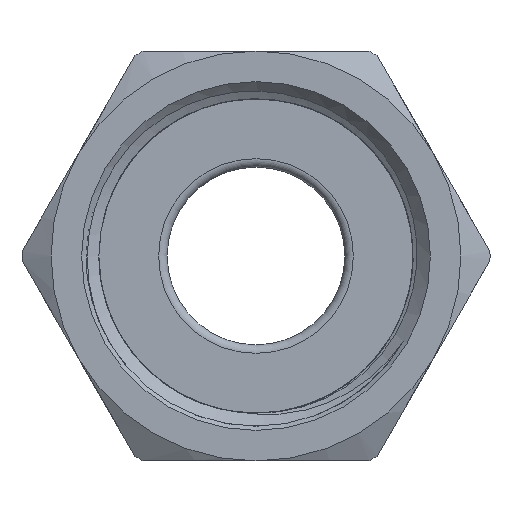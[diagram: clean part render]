
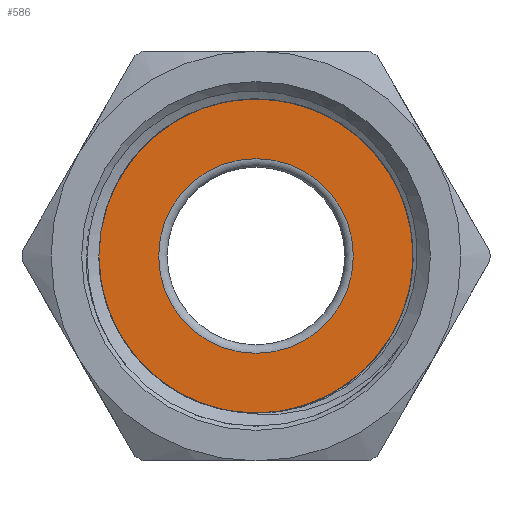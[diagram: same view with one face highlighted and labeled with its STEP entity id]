
A CAD part, left-side view. The second image highlights one B-rep face of the part: STEP entity #586.
In plain terms, the highlighted planar face has unit normal (-1, 0, 0).
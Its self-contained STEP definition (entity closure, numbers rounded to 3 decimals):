
#75=PLANE('',#663);
#102=FACE_BOUND('',#189,.T.);
#140=FACE_OUTER_BOUND('',#188,.T.);
#188=EDGE_LOOP('',(#537));
#189=EDGE_LOOP('',(#538));
#201=CIRCLE('',#611,9.2);
#226=CIRCLE('',#662,5.7);
#260=VERTEX_POINT('',#3645);
#297=VERTEX_POINT('',#4614);
#321=EDGE_CURVE('',#260,#260,#201,.T.);
#378=EDGE_CURVE('',#297,#297,#226,.T.);
#537=ORIENTED_EDGE('',*,*,#321,.F.);
#538=ORIENTED_EDGE('',*,*,#378,.T.);
#586=ADVANCED_FACE('',(#140,#102),#75,.T.);
#611=AXIS2_PLACEMENT_3D('',#3646,#697,#698);
#662=AXIS2_PLACEMENT_3D('',#4615,#817,#818);
#663=AXIS2_PLACEMENT_3D('',#4616,#819,#820);
#697=DIRECTION('center_axis',(1.,0.,0.));
#698=DIRECTION('ref_axis',(0.,0.,-1.));
#817=DIRECTION('center_axis',(1.,0.,0.));
#818=DIRECTION('ref_axis',(0.,0.,-1.));
#819=DIRECTION('center_axis',(-1.,0.,0.));
#820=DIRECTION('ref_axis',(0.,0.,1.));
#3645=CARTESIAN_POINT('',(-18.75,9.2,0.));
#3646=CARTESIAN_POINT('Origin',(-18.75,0.,0.));
#4614=CARTESIAN_POINT('',(-18.75,5.7,0.));
#4615=CARTESIAN_POINT('Origin',(-18.75,0.,0.));
#4616=CARTESIAN_POINT('Origin',(-18.75,9.2,0.));
